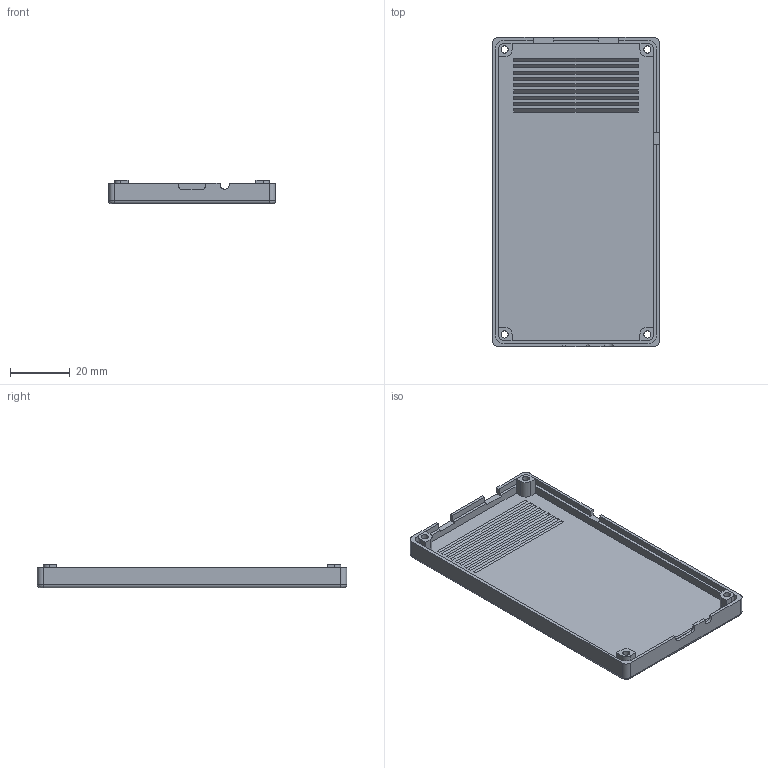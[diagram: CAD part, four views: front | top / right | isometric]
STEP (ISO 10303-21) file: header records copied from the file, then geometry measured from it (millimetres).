
FILE_DESCRIPTION(/* description */ (''),/* implementation_level */ '2;1');
FILE_NAME(/* name */ 'SHELL_BOTTOM.step',/* time_stamp */ '2026-01-30T22:05:02+08:00',/* author */ (''),/* organization */ (''),/* preprocessor_version */ 'ST-DEVELOPER v20.1',/* originating_system */ 'Autodesk Translation Framework v14.24.0.0',/* authorisation */ '');
FILE_SCHEMA (('AUTOMOTIVE_DESIGN { 1 0 10303 214 3 1 1 }'));
Length unit declared in the file: millimetre
Products named in the file (1): REMOTE_SHELL
Bounding box: 56.2 x 104 x 7.9 mm (x, y, z)
Volume: 13308 mm3; surface area: 17122 mm2
Topology: 1 solids, 1 shells, 218 faces, 596 edges, 392 vertices
Faces by surface type: plane 155, bspline 32, cylinder 31
Full cylindrical faces by diameter (mm): 2.4 x4, 3.7 x4
Entity records: 7175 total; most frequent: CARTESIAN_POINT 1715, ORIENTED_EDGE 1192, DIRECTION 980, EDGE_CURVE 596, LINE 474, VECTOR 474, VERTEX_POINT 392, EDGE_LOOP 256
